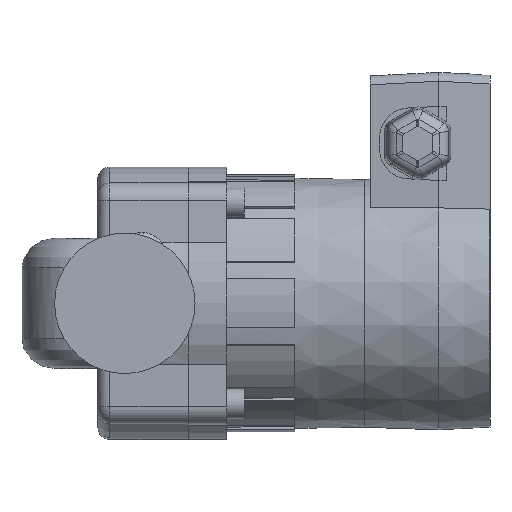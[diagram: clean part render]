
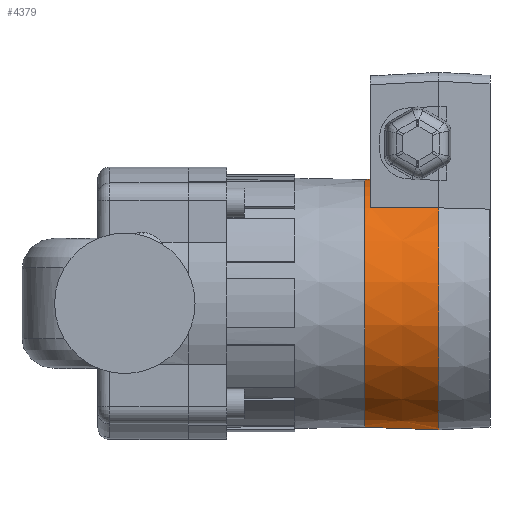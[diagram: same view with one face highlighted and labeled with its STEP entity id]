
A CAD part, front view. The second image highlights one B-rep face of the part: STEP entity #4379.
In plain terms, the highlighted conical face has half-angle 2 degrees and reference radius 42.7 mm.
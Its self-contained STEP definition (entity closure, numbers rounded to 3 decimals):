
#4206 = VERTEX_POINT ( 'NONE', #15414 ) ;
#4225 = VERTEX_POINT ( 'NONE', #15439 ) ;
#4230 = EDGE_CURVE ( 'NONE', #4365, #4225, #15488, .T. ) ;
#4324 = ORIENTED_EDGE ( 'NONE', *, *, #4392, .T. ) ;
#4326 = ORIENTED_EDGE ( 'NONE', *, *, #4328, .F. ) ;
#4328 = EDGE_CURVE ( 'NONE', #4225, #4382, #15724, .T. ) ;
#4364 = VERTEX_POINT ( 'NONE', #15786 ) ;
#4365 = VERTEX_POINT ( 'NONE', #15785 ) ;
#4379 = ADVANCED_FACE ( 'NONE', ( #15768 ), #15767, .T. ) ;
#4380 = EDGE_LOOP ( 'NONE', ( #4381, #4420, #4422, #4424, #4324, #4326 ) ) ;
#4381 = ORIENTED_EDGE ( 'NONE', *, *, #4230, .F. ) ;
#4382 = VERTEX_POINT ( 'NONE', #15766 ) ;
#4392 = EDGE_CURVE ( 'NONE', #4206, #4382, #15752, .T. ) ;
#4405 = EDGE_CURVE ( 'NONE', #4364, #4417, #15850, .T. ) ;
#4417 = VERTEX_POINT ( 'NONE', #15822 ) ;
#4420 = ORIENTED_EDGE ( 'NONE', *, *, #4421, .T. ) ;
#4421 = EDGE_CURVE ( 'NONE', #4365, #4364, #15815, .T. ) ;
#4422 = ORIENTED_EDGE ( 'NONE', *, *, #4405, .T. ) ;
#4424 = ORIENTED_EDGE ( 'NONE', *, *, #4425, .F. ) ;
#4425 = EDGE_CURVE ( 'NONE', #4206, #4417, #15810, .T. ) ;
#15414 = CARTESIAN_POINT ( 'NONE',  ( 84.5, -28., 32.238 ) ) ;
#15439 = CARTESIAN_POINT ( 'NONE',  ( 61.4, 0., 41.893 ) ) ;
#15488 = LINE ( 'NONE', #15489, #15491 ) ;
#15489 = CARTESIAN_POINT ( 'NONE',  ( 84.5, 0., 42.7 ) ) ;
#15491 = VECTOR ( 'NONE', #15492, 1000. ) ;
#15492 = DIRECTION ( 'NONE',  ( 0.999, 0., 0.035 ) ) ;
#15720 = DIRECTION ( 'NONE',  ( 0., 0., -1. ) ) ;
#15721 = DIRECTION ( 'NONE',  ( 1., 0., 0. ) ) ;
#15722 = CARTESIAN_POINT ( 'NONE',  ( 61.4, 0., 0. ) ) ;
#15723 = AXIS2_PLACEMENT_3D ( 'NONE', #15722, #15721, #15720 ) ;
#15724 = CIRCLE ( 'NONE', #15723, 41.893 ) ;
#15748 = CARTESIAN_POINT ( 'NONE',  ( 61.4, -26.789, 32.208 ) ) ;
#15749 = CARTESIAN_POINT ( 'NONE',  ( 69.096, -27.193, 32.222 ) ) ;
#15750 = CARTESIAN_POINT ( 'NONE',  ( 76.797, -27.596, 32.232 ) ) ;
#15751 = CARTESIAN_POINT ( 'NONE',  ( 84.5, -28., 32.238 ) ) ;
#15752 =( BOUNDED_CURVE ( )  B_SPLINE_CURVE ( 3, ( #15751, #15750, #15749, #15748 ),
 .UNSPECIFIED., .F., .T. ) 
 B_SPLINE_CURVE_WITH_KNOTS ( ( 4, 4 ),
 ( 1.59, 1.618 ),
 .UNSPECIFIED. ) 
 CURVE ( )  GEOMETRIC_REPRESENTATION_ITEM ( )  RATIONAL_B_SPLINE_CURVE ( ( 1., 1., 1., 1. ) ) 
 REPRESENTATION_ITEM ( '' )  );
#15762 = DIRECTION ( 'NONE',  ( 0., 0., -1. ) ) ;
#15763 = DIRECTION ( 'NONE',  ( 1., 0., 0. ) ) ;
#15764 = CARTESIAN_POINT ( 'NONE',  ( 84.5, 0., 0. ) ) ;
#15765 = AXIS2_PLACEMENT_3D ( 'NONE', #15764, #15763, #15762 ) ;
#15766 = CARTESIAN_POINT ( 'NONE',  ( 61.4, -26.789, 32.208 ) ) ;
#15767 = CONICAL_SURFACE ( 'NONE', #15765, 42.7, 0.035 ) ;
#15768 = FACE_OUTER_BOUND ( 'NONE', #4380, .T. ) ;
#15785 = CARTESIAN_POINT ( 'NONE',  ( 59.5, 0., 41.827 ) ) ;
#15786 = CARTESIAN_POINT ( 'NONE',  ( 59.5, 0., -41.827 ) ) ;
#15807 = DIRECTION ( 'NONE',  ( 1., 0., 0. ) ) ;
#15808 = CARTESIAN_POINT ( 'NONE',  ( 84.5, 0., 0. ) ) ;
#15809 = AXIS2_PLACEMENT_3D ( 'NONE', #15808, #15807, #15900 ) ;
#15810 = CIRCLE ( 'NONE', #15809, 42.7 ) ;
#15812 = DIRECTION ( 'NONE',  ( 0., 0., -1. ) ) ;
#15813 = DIRECTION ( 'NONE',  ( 1., 0., 0. ) ) ;
#15814 = AXIS2_PLACEMENT_3D ( 'NONE', #15820, #15813, #15812 ) ;
#15815 = CIRCLE ( 'NONE', #15814, 41.827 ) ;
#15820 = CARTESIAN_POINT ( 'NONE',  ( 59.5, 0., 0. ) ) ;
#15822 = CARTESIAN_POINT ( 'NONE',  ( 84.5, 0., -42.7 ) ) ;
#15834 = DIRECTION ( 'NONE',  ( 0.999, 0., -0.035 ) ) ;
#15835 = VECTOR ( 'NONE', #15834, 1000. ) ;
#15836 = CARTESIAN_POINT ( 'NONE',  ( 84.5, 0., -42.7 ) ) ;
#15850 = LINE ( 'NONE', #15836, #15835 ) ;
#15900 = DIRECTION ( 'NONE',  ( 0., 0., -1. ) ) ;
